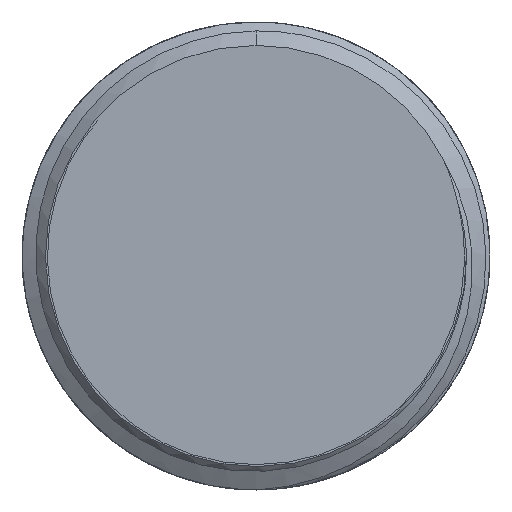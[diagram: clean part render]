
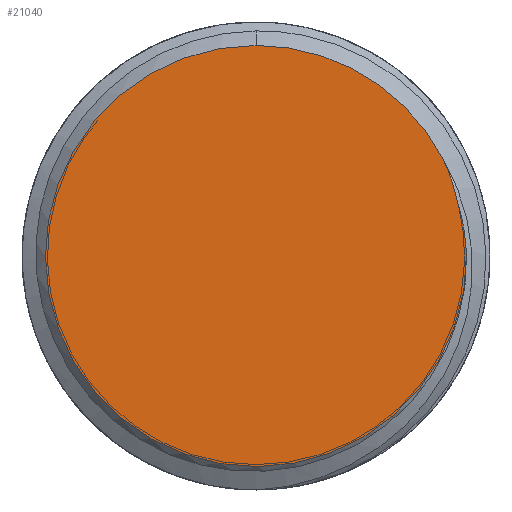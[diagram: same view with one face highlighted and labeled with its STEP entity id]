
A CAD part, left-side view. The second image highlights one B-rep face of the part: STEP entity #21040.
In plain terms, the highlighted planar face has unit normal (-1, 0, 0).
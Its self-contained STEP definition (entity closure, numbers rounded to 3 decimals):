
#6522=CARTESIAN_POINT('',(35.455,-5.192,1.289));
#6523=CARTESIAN_POINT('',(35.455,-5.148,1.502));
#6524=CARTESIAN_POINT('',(35.455,-5.037,1.913));
#6525=CARTESIAN_POINT('',(35.455,-4.886,2.29));
#6526=CARTESIAN_POINT('',(35.455,-4.802,2.471));
#6528=CARTESIAN_POINT('',(35.455,-5.4,
0.061));
#6529=CARTESIAN_POINT('',(35.455,-5.389,
0.27));
#6530=CARTESIAN_POINT('',(35.455,-5.344,
0.683));
#6531=CARTESIAN_POINT('',(35.455,-5.251,1.088));
#6532=CARTESIAN_POINT('',(35.455,-5.192,1.289));
#6534=CARTESIAN_POINT('',(35.455,0.,0.));
#6535=DIRECTION('',(-1.,0.,0.));
#6536=DIRECTION('',(0.,-0.889,0.458));
#6537=AXIS2_PLACEMENT_3D('',#6534,#6535,#6536);
#6539=CARTESIAN_POINT('',(35.455,0.,0.));
#6540=DIRECTION('',(-1.,0.,0.));
#6541=DIRECTION('',(0.,0.,1.));
#6542=AXIS2_PLACEMENT_3D('',#6539,#6540,#6541);
#7079=CARTESIAN_POINT('',(35.455,0.,
5.4));
#7081=VERTEX_POINT('',#7079);
#7313=VERTEX_POINT('',#6522);
#7314=VERTEX_POINT('',#6526);
#7315=VERTEX_POINT('',#6528);
#21028=CARTESIAN_POINT('',(35.455,0.,0.));
#21029=DIRECTION('',(-1.,0.,0.));
#21030=DIRECTION('',(0.,0.,-1.));
#21031=AXIS2_PLACEMENT_3D('',#21028,#21029,#21030);
#21032=PLANE('',#21031);
#21033=ORIENTED_EDGE('',*,*,#20238,.F.);
#21034=ORIENTED_EDGE('',*,*,#20065,.F.);
#21036=ORIENTED_EDGE('',*,*,#21035,.F.);
#21037=ORIENTED_EDGE('',*,*,#20082,.F.);
#21038=EDGE_LOOP('',(#21033,#21034,#21036,#21037));
#21039=FACE_OUTER_BOUND('',#21038,.F.);
#21040=ADVANCED_FACE('',(#21039),#21032,.T.);
#6527=B_SPLINE_CURVE_WITH_KNOTS('',3,(#6522,#6523,#6524,#6525,#6526),
.UNSPECIFIED.,.F.,.F.,(4,1,4),(0.,0.5,1.),.UNSPECIFIED.);
#6533=B_SPLINE_CURVE_WITH_KNOTS('',3,(#6528,#6529,#6530,#6531,#6532),
.UNSPECIFIED.,.F.,.F.,(4,1,4),(0.,0.5,1.),.UNSPECIFIED.);
#6538=CIRCLE('',#6537,5.4);
#6543=CIRCLE('',#6542,5.4);
#20065=EDGE_CURVE('',#7315,#7313,#6533,.T.);
#20082=EDGE_CURVE('',#7314,#7081,#6538,.T.);
#20238=EDGE_CURVE('',#7313,#7314,#6527,.T.);
#21035=EDGE_CURVE('',#7081,#7315,#6543,.T.);
